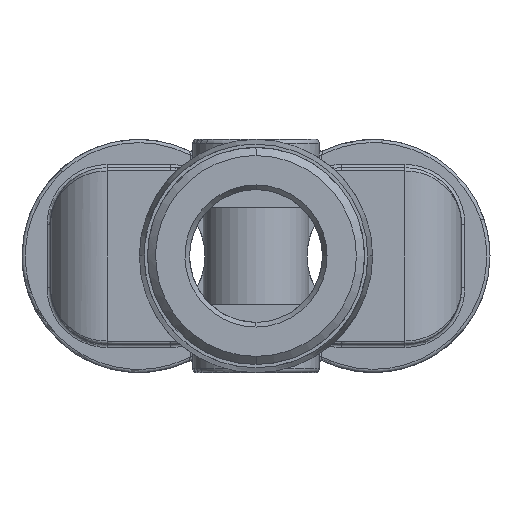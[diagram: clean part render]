
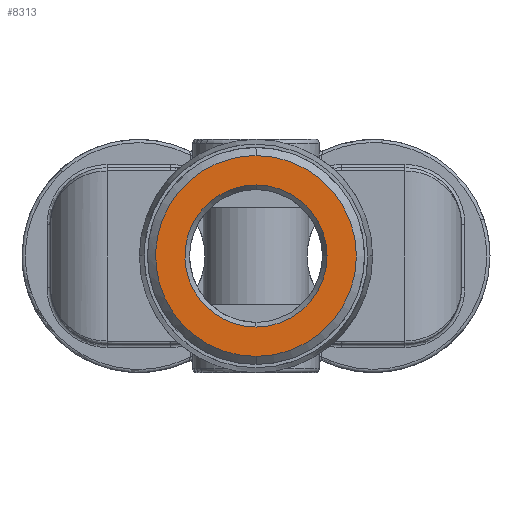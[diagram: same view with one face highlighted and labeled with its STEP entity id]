
A CAD part, front view. The second image highlights one B-rep face of the part: STEP entity #8313.
In plain terms, the highlighted planar face has unit normal (0, -1, 0).
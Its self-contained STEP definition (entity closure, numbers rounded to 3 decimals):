
#8205=CARTESIAN_POINT('Axis2P3D Location',(0.,-5.7,0.)) ;
#8209=CARTESIAN_POINT('Vertex',(0.,-5.7,-4.389)) ;
#8211=CARTESIAN_POINT('Vertex',(0.,-5.7,4.389)) ;
#8239=CARTESIAN_POINT('Axis2P3D Location',(0.,-5.7,0.)) ;
#8245=CARTESIAN_POINT('Control Point',(0.,-5.7,-6.2)) ;
#8246=CARTESIAN_POINT('Control Point',(-0.61,-5.7,-6.2)) ;
#8247=CARTESIAN_POINT('Control Point',(-1.22,-5.7,-6.125)) ;
#8248=CARTESIAN_POINT('Control Point',(-1.817,-5.7,-5.975)) ;
#8249=CARTESIAN_POINT('Control Point',(-2.964,-5.7,-5.531)) ;
#8250=CARTESIAN_POINT('Control Point',(-3.968,-5.7,-4.823)) ;
#8251=CARTESIAN_POINT('Control Point',(-4.424,-5.7,-4.408)) ;
#8252=CARTESIAN_POINT('Control Point',(-5.224,-5.7,-3.476)) ;
#8253=CARTESIAN_POINT('Control Point',(-5.775,-5.7,-2.377)) ;
#8254=CARTESIAN_POINT('Control Point',(-5.981,-5.7,-1.796)) ;
#8255=CARTESIAN_POINT('Control Point',(-6.247,-5.7,-0.596)) ;
#8256=CARTESIAN_POINT('Control Point',(-6.213,-5.7,0.632)) ;
#8257=CARTESIAN_POINT('Control Point',(-6.121,-5.7,1.241)) ;
#8258=CARTESIAN_POINT('Control Point',(-5.788,-5.7,2.424)) ;
#8259=CARTESIAN_POINT('Control Point',(-5.178,-5.7,3.492)) ;
#8260=CARTESIAN_POINT('Control Point',(-4.809,-5.7,3.985)) ;
#8261=CARTESIAN_POINT('Control Point',(-3.957,-5.7,4.87)) ;
#8262=CARTESIAN_POINT('Control Point',(-2.915,-5.7,5.523)) ;
#8263=CARTESIAN_POINT('Control Point',(-2.357,-5.7,5.784)) ;
#8264=CARTESIAN_POINT('Control Point',(-1.546,-5.7,6.046)) ;
#8265=CARTESIAN_POINT('Control Point',(-0.708,-5.7,6.166)) ;
#8266=CARTESIAN_POINT('Control Point',(-0.472,-5.7,6.189)) ;
#8267=CARTESIAN_POINT('Control Point',(-0.236,-5.7,6.2)) ;
#8268=CARTESIAN_POINT('Control Point',(0.,-5.7,6.2)) ;
#8269=CARTESIAN_POINT('Vertex',(0.,-5.7,-6.2)) ;
#8271=CARTESIAN_POINT('Vertex',(0.,-5.7,6.2)) ;
#8274=CARTESIAN_POINT('Axis2P3D Location',(0.,-5.7,0.)) ;
#8284=CARTESIAN_POINT('Control Point',(0.,-5.7,-4.389)) ;
#8285=CARTESIAN_POINT('Control Point',(-0.411,-5.7,-4.389)) ;
#8286=CARTESIAN_POINT('Control Point',(-0.821,-5.7,-4.341)) ;
#8287=CARTESIAN_POINT('Control Point',(-1.224,-5.7,-4.245)) ;
#8288=CARTESIAN_POINT('Control Point',(-2.,-5.7,-3.96)) ;
#8289=CARTESIAN_POINT('Control Point',(-2.69,-5.7,-3.504)) ;
#8290=CARTESIAN_POINT('Control Point',(-3.006,-5.7,-3.237)) ;
#8291=CARTESIAN_POINT('Control Point',(-3.571,-5.7,-2.633)) ;
#8292=CARTESIAN_POINT('Control Point',(-3.981,-5.7,-1.915)) ;
#8293=CARTESIAN_POINT('Control Point',(-4.143,-5.7,-1.534)) ;
#8294=CARTESIAN_POINT('Control Point',(-4.374,-5.7,-0.741)) ;
#8295=CARTESIAN_POINT('Control Point',(-4.417,-5.7,0.085)) ;
#8296=CARTESIAN_POINT('Control Point',(-4.389,-5.7,0.498)) ;
#8297=CARTESIAN_POINT('Control Point',(-4.239,-5.7,1.311)) ;
#8298=CARTESIAN_POINT('Control Point',(-3.904,-5.7,2.067)) ;
#8299=CARTESIAN_POINT('Control Point',(-3.693,-5.7,2.424)) ;
#8300=CARTESIAN_POINT('Control Point',(-3.192,-5.7,3.081)) ;
#8301=CARTESIAN_POINT('Control Point',(-2.553,-5.7,3.605)) ;
#8302=CARTESIAN_POINT('Control Point',(-2.204,-5.7,3.829)) ;
#8303=CARTESIAN_POINT('Control Point',(-1.565,-5.7,4.138)) ;
#8304=CARTESIAN_POINT('Control Point',(-0.88,-5.7,4.315)) ;
#8305=CARTESIAN_POINT('Control Point',(-0.589,-5.7,4.364)) ;
#8306=CARTESIAN_POINT('Control Point',(-0.294,-5.7,4.389)) ;
#8307=CARTESIAN_POINT('Control Point',(0.,-5.7,4.389)) ;
#8206=DIRECTION('Axis2P3D Direction',(0.,-1.,0.)) ;
#8240=DIRECTION('Axis2P3D Direction',(0.,-1.,0.)) ;
#8241=DIRECTION('Axis2P3D XDirection',(0.,0.,1.)) ;
#8275=DIRECTION('Axis2P3D Direction',(0.,-1.,0.)) ;
#8207=AXIS2_PLACEMENT_3D('Circle Axis2P3D',#8205,#8206,$) ;
#8242=AXIS2_PLACEMENT_3D('Plane Axis2P3D',#8239,#8240,#8241) ;
#8276=AXIS2_PLACEMENT_3D('Circle Axis2P3D',#8274,#8275,$) ;
#8280=ORIENTED_EDGE('',*,*,#8273,.F.) ;
#8281=ORIENTED_EDGE('',*,*,#8278,.T.) ;
#8310=ORIENTED_EDGE('',*,*,#8213,.F.) ;
#8311=ORIENTED_EDGE('',*,*,#8308,.T.) ;
#8312=FACE_BOUND('',#8309,.T.) ;
#8313=ADVANCED_FACE('MANIFOLD_SOLID_BREP #7474',(#8282,#8312),#8243,.T.) ;
#8244=B_SPLINE_CURVE_WITH_KNOTS('',5,(#8245,#8246,#8247,#8248,#8249,#8250,#8251,#8252,#8253,#8254,#8255,#8256,#8257,#8258,#8259,#8260,#8261,#8262,#8263,#8264,#8265,#8266,#8267,#8268),.UNSPECIFIED.,.F.,.U.,(6,3,3,3,3,3,3,6),(0.,4.313,8.625,12.938,17.251,21.564,25.876,27.544),.UNSPECIFIED.) ;
#8283=B_SPLINE_CURVE_WITH_KNOTS('',5,(#8284,#8285,#8286,#8287,#8288,#8289,#8290,#8291,#8292,#8293,#8294,#8295,#8296,#8297,#8298,#8299,#8300,#8301,#8302,#8303,#8304,#8305,#8306,#8307),.UNSPECIFIED.,.F.,.U.,(6,3,3,3,3,3,3,6),(0.,2.903,5.806,8.708,11.611,14.514,17.417,19.498),.UNSPECIFIED.) ;
#8208=CIRCLE('generated circle',#8207,4.389) ;
#8277=CIRCLE('generated circle',#8276,6.2) ;
#8213=EDGE_CURVE('',#8210,#8212,#8208,.T.) ;
#8273=EDGE_CURVE('',#8270,#8272,#8244,.T.) ;
#8278=EDGE_CURVE('',#8270,#8272,#8277,.T.) ;
#8308=EDGE_CURVE('',#8210,#8212,#8283,.T.) ;
#8279=EDGE_LOOP('',(#8280,#8281)) ;
#8309=EDGE_LOOP('',(#8310,#8311)) ;
#8282=FACE_OUTER_BOUND('',#8279,.T.) ;
#8243=PLANE('',#8242) ;
#8210=VERTEX_POINT('',#8209) ;
#8212=VERTEX_POINT('',#8211) ;
#8270=VERTEX_POINT('',#8269) ;
#8272=VERTEX_POINT('',#8271) ;
